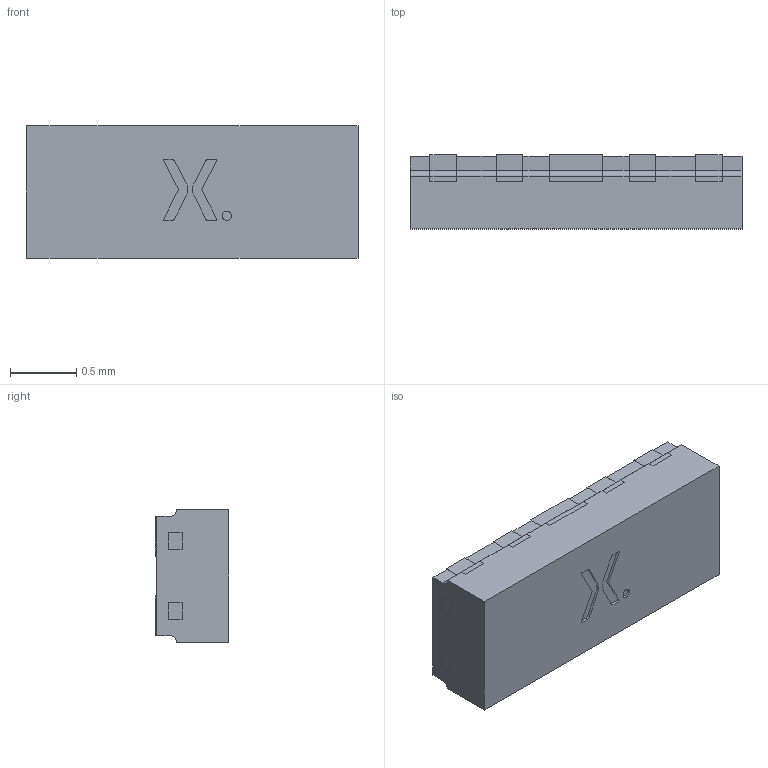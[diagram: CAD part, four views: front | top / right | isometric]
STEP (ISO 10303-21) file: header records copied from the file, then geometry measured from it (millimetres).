
FILE_DESCRIPTION(('FreeCAD Model'),'2;1');
FILE_NAME('Open CASCADE Shape Model','2025-05-15T18:25:44',(''),(''), 'Open CASCADE STEP processor 7.7','FreeCAD','Unknown');
FILE_SCHEMA(('AUTOMOTIVE_DESIGN { 1 0 10303 214 1 1 1 1 }'));
Length unit declared in the file: millimetre
Products named in the file (17): SOT1165D; SOT1165D LF014; SOT1165D LF; SOT1165D LF001; SOT1165D LF002; SOT1165D LF003; SOT1165D LF004; SOT1165D LF005; SOT1165D LF006; SOT1165D LF007; SOT1165D LF008; SOT1165D LF009; SOT1165D LF010; SOT1165D LF011; SOT1165D LF012; SOT1165D LF013; SOT1165D Mold body
Assembly tree (16 placements, depth 3):
  SOT1165D
    SOT1165D LF014
      SOT1165D LF
      SOT1165D LF001
      SOT1165D LF002
      SOT1165D LF003
      SOT1165D LF004
      SOT1165D LF005
      SOT1165D LF006
      SOT1165D LF007
      SOT1165D LF008
      SOT1165D LF009
      SOT1165D LF010
      SOT1165D LF011
      SOT1165D LF012
      SOT1165D LF013
    SOT1165D Mold body
Bounding box: 2.5 x 0.56 x 1 mm (x, y, z)
Volume: 1.3 mm3; surface area: 13.9 mm2
Topology: 15 solids, 15 shells, 276 faces, 717 edges, 478 vertices
Faces by surface type: plane 211, cylinder 65
Entity records: 8885 total; most frequent: CARTESIAN_POINT 1488, ORIENTED_EDGE 1434, DIRECTION 1433, EDGE_CURVE 717, LINE 587, VECTOR 587, VERTEX_POINT 478, AXIS2_PLACEMENT_3D 423
